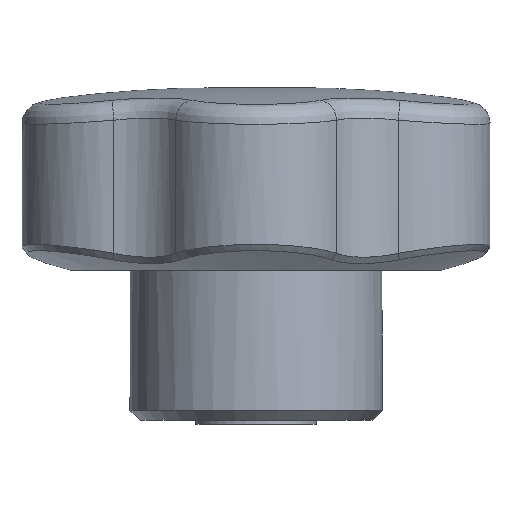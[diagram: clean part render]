
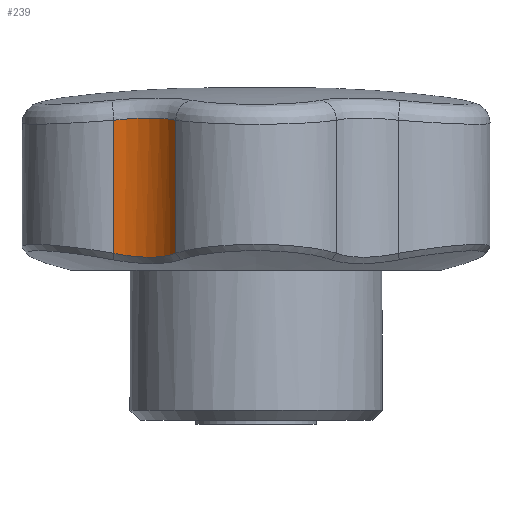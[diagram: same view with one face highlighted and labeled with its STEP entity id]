
A CAD part, front view. The second image highlights one B-rep face of the part: STEP entity #239.
In plain terms, the highlighted cylindrical face has radius 7.398 mm (diameter 14.796 mm), a partial arc.
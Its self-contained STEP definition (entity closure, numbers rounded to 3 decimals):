
#239 = ADVANCED_FACE( '', ( #489 ), #490, .F. );
#489 = FACE_OUTER_BOUND( '', #3424, .T. );
#490 = CYLINDRICAL_SURFACE( '', #3425, 7.398 );
#3424 = EDGE_LOOP( '', ( #4119, #4120, #4121, #4122 ) );
#3425 = AXIS2_PLACEMENT_3D( '', #4123, #4124, #4125 );
#4119 = ORIENTED_EDGE( '', *, *, #4253, .T. );
#4120 = ORIENTED_EDGE( '', *, *, #4372, .T. );
#4121 = ORIENTED_EDGE( '', *, *, #4296, .F. );
#4122 = ORIENTED_EDGE( '', *, *, #4388, .T. );
#4123 = CARTESIAN_POINT( '', ( -14.285, -24.742, 44.45 ) );
#4124 = DIRECTION( '', ( 0., 0., 1. ) );
#4125 = DIRECTION( '', ( -1., 0., 0. ) );
#4253 = EDGE_CURVE( '', #4571, #4565, #4572, .T. );
#4296 = EDGE_CURVE( '', #4630, #4631, #4632, .T. );
#4372 = EDGE_CURVE( '', #4565, #4631, #4721, .T. );
#4388 = EDGE_CURVE( '', #4630, #4571, #4737, .T. );
#4565 = VERTEX_POINT( '', #5953 );
#4571 = VERTEX_POINT( '', #5996 );
#4572 = LINE( '', #5997, #5998 );
#4630 = VERTEX_POINT( '', #6464 );
#4631 = VERTEX_POINT( '', #6465 );
#4632 = LINE( '', #6466, #6467 );
#4721 = B_SPLINE_CURVE_WITH_KNOTS( '', 3, ( #7026, #7027, #7028, #7029, #7030, #7031, #7032, #7033, #7034, #7035, #7036, #7037, #7038, #7039, #7040, #7041, #7042, #7043, #7044, #7045, #7046, #7047, #7048, #7049, #7050, #7051, #7052, #7053, #7054, #7055, #7056, #7057 ), .UNSPECIFIED., .F., .F., ( 4, 1, 1, 1, 1, 1, 1, 1, 1, 1, 1, 1, 1, 1, 1, 1, 1, 1, 1, 1, 1, 1, 1, 1, 1, 1, 1, 1, 1, 4 ), ( 0., 0.035, 0.07, 0.104, 0.139, 0.174, 0.208, 0.243, 0.277, 0.311, 0.346, 0.38, 0.414, 0.449, 0.483, 0.517, 0.551, 0.586, 0.62, 0.654, 0.688, 0.723, 0.757, 0.792, 0.826, 0.861, 0.895, 0.93, 0.965, 1. ), .UNSPECIFIED. );
#4737 = B_SPLINE_CURVE_WITH_KNOTS( '', 3, ( #7075, #7076, #7077, #7078, #7079, #7080, #7081, #7082, #7083, #7084, #7085, #7086, #7087, #7088, #7089, #7090, #7091, #7092, #7093, #7094, #7095, #7096, #7097, #7098, #7099, #7100, #7101, #7102, #7103, #7104, #7105 ), .UNSPECIFIED., .F., .F., ( 4, 1, 1, 1, 1, 2, 2, 2, 1, 1, 1, 1, 1, 2, 2, 2, 1, 1, 1, 1, 1, 1, 4 ), ( 0., 0., 0.001, 0.001, 0.002, 0.002, 0.002, 0.002, 0.003, 0.003, 0.003, 0.004, 0.004, 0.005, 0.005, 0.005, 0.005, 0.005, 0.006, 0.006, 0.006, 0.007, 0.007 ), .UNSPECIFIED. );
#5953 = CARTESIAN_POINT( '', ( -14.096, -17.347, 16.545 ) );
#5996 = CARTESIAN_POINT( '', ( -14.096, -17.347, 29.737 ) );
#5997 = CARTESIAN_POINT( '', ( -14.096, -17.347, 44.45 ) );
#5998 = VECTOR( '', #7211, 1000. );
#6464 = CARTESIAN_POINT( '', ( -7.975, -20.881, 29.737 ) );
#6465 = CARTESIAN_POINT( '', ( -7.975, -20.881, 16.545 ) );
#6466 = CARTESIAN_POINT( '', ( -7.975, -20.881, 44.45 ) );
#6467 = VECTOR( '', #7237, 1000. );
#7026 = CARTESIAN_POINT( '', ( -14.096, -17.347, 16.545 ) );
#7027 = CARTESIAN_POINT( '', ( -14.011, -17.35, 16.528 ) );
#7028 = CARTESIAN_POINT( '', ( -13.842, -17.356, 16.494 ) );
#7029 = CARTESIAN_POINT( '', ( -13.589, -17.376, 16.446 ) );
#7030 = CARTESIAN_POINT( '', ( -13.336, -17.404, 16.402 ) );
#7031 = CARTESIAN_POINT( '', ( -13.085, -17.441, 16.362 ) );
#7032 = CARTESIAN_POINT( '', ( -12.835, -17.487, 16.326 ) );
#7033 = CARTESIAN_POINT( '', ( -12.587, -17.541, 16.293 ) );
#7034 = CARTESIAN_POINT( '', ( -12.34, -17.603, 16.264 ) );
#7035 = CARTESIAN_POINT( '', ( -12.096, -17.674, 16.238 ) );
#7036 = CARTESIAN_POINT( '', ( -11.855, -17.753, 16.216 ) );
#7037 = CARTESIAN_POINT( '', ( -11.616, -17.841, 16.198 ) );
#7038 = CARTESIAN_POINT( '', ( -11.381, -17.937, 16.183 ) );
#7039 = CARTESIAN_POINT( '', ( -11.149, -18.04, 16.172 ) );
#7040 = CARTESIAN_POINT( '', ( -10.921, -18.152, 16.165 ) );
#7041 = CARTESIAN_POINT( '', ( -10.696, -18.272, 16.161 ) );
#7042 = CARTESIAN_POINT( '', ( -10.476, -18.399, 16.161 ) );
#7043 = CARTESIAN_POINT( '', ( -10.261, -18.533, 16.165 ) );
#7044 = CARTESIAN_POINT( '', ( -10.05, -18.675, 16.172 ) );
#7045 = CARTESIAN_POINT( '', ( -9.844, -18.824, 16.183 ) );
#7046 = CARTESIAN_POINT( '', ( -9.643, -18.98, 16.198 ) );
#7047 = CARTESIAN_POINT( '', ( -9.448, -19.143, 16.216 ) );
#7048 = CARTESIAN_POINT( '', ( -9.259, -19.312, 16.238 ) );
#7049 = CARTESIAN_POINT( '', ( -9.075, -19.488, 16.264 ) );
#7050 = CARTESIAN_POINT( '', ( -8.898, -19.67, 16.293 ) );
#7051 = CARTESIAN_POINT( '', ( -8.727, -19.858, 16.326 ) );
#7052 = CARTESIAN_POINT( '', ( -8.562, -20.052, 16.362 ) );
#7053 = CARTESIAN_POINT( '', ( -8.404, -20.251, 16.402 ) );
#7054 = CARTESIAN_POINT( '', ( -8.254, -20.456, 16.446 ) );
#7055 = CARTESIAN_POINT( '', ( -8.11, -20.666, 16.494 ) );
#7056 = CARTESIAN_POINT( '', ( -8.02, -20.809, 16.528 ) );
#7057 = CARTESIAN_POINT( '', ( -7.975, -20.881, 16.545 ) );
#7075 = CARTESIAN_POINT( '', ( -7.975, -20.881, 29.737 ) );
#7076 = CARTESIAN_POINT( '', ( -8.056, -20.749, 29.756 ) );
#7077 = CARTESIAN_POINT( '', ( -8.224, -20.492, 29.79 ) );
#7078 = CARTESIAN_POINT( '', ( -8.499, -20.125, 29.835 ) );
#7079 = CARTESIAN_POINT( '', ( -8.796, -19.776, 29.873 ) );
#7080 = CARTESIAN_POINT( '', ( -9.114, -19.445, 29.905 ) );
#7081 = CARTESIAN_POINT( '', ( -9.341, -19.237, 29.921 ) );
#7082 = CARTESIAN_POINT( '', ( -9.488, -19.111, 29.93 ) );
#7083 = CARTESIAN_POINT( '', ( -9.517, -19.086, 29.932 ) );
#7084 = CARTESIAN_POINT( '', ( -9.562, -19.048, 29.934 ) );
#7085 = CARTESIAN_POINT( '', ( -9.577, -19.036, 29.935 ) );
#7086 = CARTESIAN_POINT( '', ( -9.607, -19.011, 29.937 ) );
#7087 = CARTESIAN_POINT( '', ( -9.682, -18.95, 29.94 ) );
#7088 = CARTESIAN_POINT( '', ( -9.88, -18.796, 29.949 ) );
#7089 = CARTESIAN_POINT( '', ( -10.193, -18.573, 29.958 ) );
#7090 = CARTESIAN_POINT( '', ( -10.584, -18.331, 29.961 ) );
#7091 = CARTESIAN_POINT( '', ( -10.989, -18.114, 29.958 ) );
#7092 = CARTESIAN_POINT( '', ( -11.269, -17.985, 29.951 ) );
#7093 = CARTESIAN_POINT( '', ( -11.483, -17.895, 29.944 ) );
#7094 = CARTESIAN_POINT( '', ( -11.554, -17.866, 29.941 ) );
#7095 = CARTESIAN_POINT( '', ( -11.645, -17.832, 29.937 ) );
#7096 = CARTESIAN_POINT( '', ( -11.663, -17.825, 29.936 ) );
#7097 = CARTESIAN_POINT( '', ( -11.699, -17.811, 29.935 ) );
#7098 = CARTESIAN_POINT( '', ( -11.754, -17.791, 29.933 ) );
#7099 = CARTESIAN_POINT( '', ( -11.954, -17.719, 29.923 ) );
#7100 = CARTESIAN_POINT( '', ( -12.284, -17.615, 29.905 ) );
#7101 = CARTESIAN_POINT( '', ( -12.729, -17.505, 29.873 ) );
#7102 = CARTESIAN_POINT( '', ( -13.18, -17.423, 29.835 ) );
#7103 = CARTESIAN_POINT( '', ( -13.635, -17.368, 29.79 ) );
#7104 = CARTESIAN_POINT( '', ( -13.941, -17.351, 29.756 ) );
#7105 = CARTESIAN_POINT( '', ( -14.096, -17.347, 29.737 ) );
#7211 = DIRECTION( '', ( 0., 0., -1. ) );
#7237 = DIRECTION( '', ( 0., 0., -1. ) );
